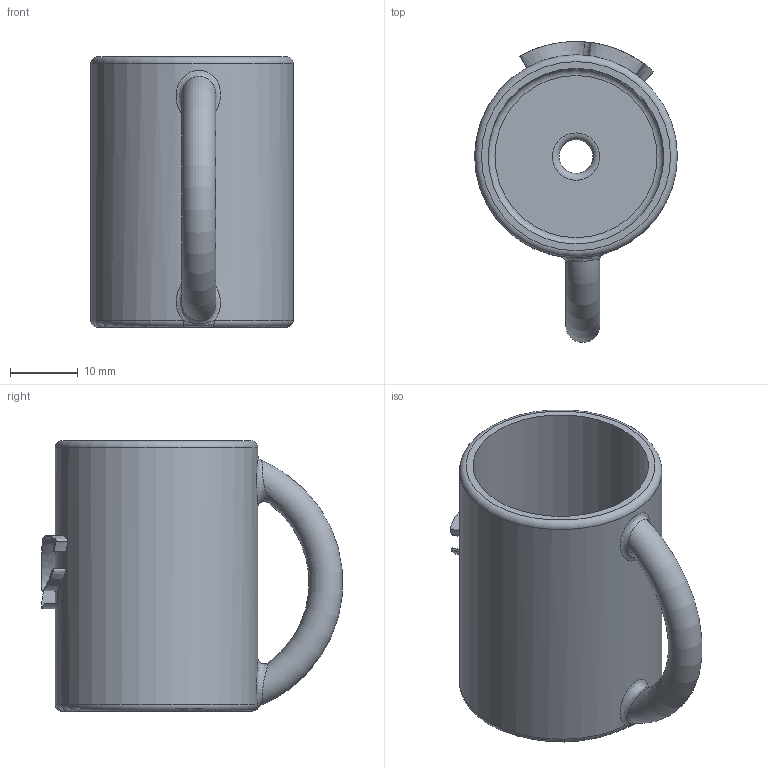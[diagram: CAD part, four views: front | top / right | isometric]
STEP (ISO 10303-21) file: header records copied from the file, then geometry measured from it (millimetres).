
FILE_DESCRIPTION(/* description */ (''),/* implementation_level */ '2;1');
FILE_NAME(/* name */ 'TasseRC.step',/* time_stamp */ '2024-06-04T20:46:20+02:00',/* author */ (''),/* organization */ (''),/* preprocessor_version */ 'ST-DEVELOPER v20',/* originating_system */ 'Autodesk Translation Framework v13.14.0.145',/* authorisation */ '');
FILE_SCHEMA (('AUTOMOTIVE_DESIGN { 1 0 10303 214 3 1 1 }'));
Length unit declared in the file: millimetre
Products named in the file (1): Tasse
Bounding box: 30 x 44.54 x 40 mm (x, y, z)
Volume: 8877.8 mm3; surface area: 8971.7 mm2
Topology: 1 solids, 1 shells, 25 faces, 60 edges, 39 vertices
Faces by surface type: bspline 12, cylinder 5, torus 5, plane 3
Full cylindrical faces by diameter (mm): 5 x1, 26 x1, 30 x1
Entity records: 2509 total; most frequent: CARTESIAN_POINT 1955, ORIENTED_EDGE 120, DIRECTION 80, EDGE_CURVE 60, VERTEX_POINT 39, AXIS2_PLACEMENT_3D 34, EDGE_LOOP 31, B_SPLINE_CURVE_WITH_KNOTS 28
